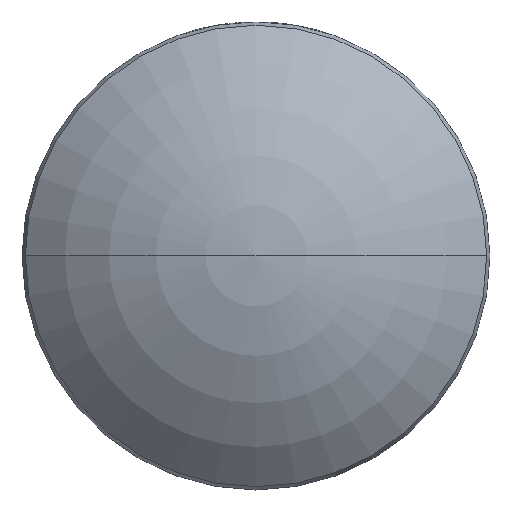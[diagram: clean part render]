
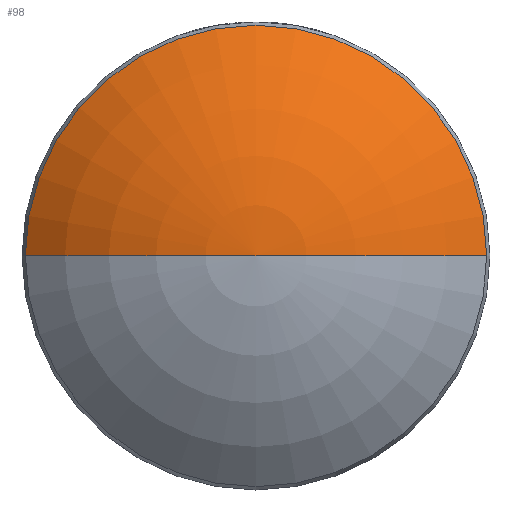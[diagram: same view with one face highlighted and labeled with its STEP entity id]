
A CAD part, top view. The second image highlights one B-rep face of the part: STEP entity #98.
In plain terms, the highlighted toroidal (fillet/blend) face has major radius 0.006 mm and minor radius 18.4 mm.
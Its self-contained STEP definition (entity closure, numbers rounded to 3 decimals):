
#50 = CIRCLE ( 'NONE', #1967, 18.4 ) ;
#98 = ADVANCED_FACE ( 'NONE', ( #644 ), #2245, .T. ) ;
#116 = DIRECTION ( 'NONE',  ( -1., 0., 0. ) ) ;
#254 = DIRECTION ( 'NONE',  ( 0., 0., -1. ) ) ;
#317 = DIRECTION ( 'NONE',  ( 0., 0., -1. ) ) ;
#359 = VERTEX_POINT ( 'NONE', #2590 ) ;
#379 = EDGE_CURVE ( 'NONE', #944, #2138, #508, .T. ) ;
#508 = CIRCLE ( 'NONE', #2166, 18.4 ) ;
#549 = CARTESIAN_POINT ( 'NONE',  ( 0.006, 0., -11.32 ) ) ;
#644 = FACE_OUTER_BOUND ( 'NONE', #1940, .T. ) ;
#723 = CARTESIAN_POINT ( 'NONE',  ( 0., 0., 7.08 ) ) ;
#944 = VERTEX_POINT ( 'NONE', #723 ) ;
#1123 = DIRECTION ( 'NONE',  ( -1., 0., 0. ) ) ;
#1183 = DIRECTION ( 'NONE',  ( 0., 0., 1. ) ) ;
#1204 = EDGE_CURVE ( 'NONE', #2138, #359, #1254, .T. ) ;
#1254 = CIRCLE ( 'NONE', #1560, 12.521 ) ;
#1398 = DIRECTION ( 'NONE',  ( -1., 0., 0. ) ) ;
#1419 = DIRECTION ( 'NONE',  ( 0., -1., 0. ) ) ;
#1433 = CARTESIAN_POINT ( 'NONE',  ( 12.521, 0., 2.169 ) ) ;
#1441 = CARTESIAN_POINT ( 'NONE',  ( 0., 0., 2.169 ) ) ;
#1464 = DIRECTION ( 'NONE',  ( 0., 1., 0. ) ) ;
#1560 = AXIS2_PLACEMENT_3D ( 'NONE', #1441, #1183, #1398 ) ;
#1595 = CARTESIAN_POINT ( 'NONE',  ( 0., 0., -11.32 ) ) ;
#1895 = ORIENTED_EDGE ( 'NONE', *, *, #1204, .T. ) ;
#1940 = EDGE_LOOP ( 'NONE', ( #2810, #2822, #1895 ) ) ;
#1967 = AXIS2_PLACEMENT_3D ( 'NONE', #2533, #1419, #317 ) ;
#2058 = EDGE_CURVE ( 'NONE', #944, #359, #50, .T. ) ;
#2138 = VERTEX_POINT ( 'NONE', #1433 ) ;
#2166 = AXIS2_PLACEMENT_3D ( 'NONE', #549, #1464, #116 ) ;
#2245 = TOROIDAL_SURFACE ( 'NONE', #2438, 0.006, 18.4 ) ;
#2438 = AXIS2_PLACEMENT_3D ( 'NONE', #1595, #254, #1123 ) ;
#2533 = CARTESIAN_POINT ( 'NONE',  ( -0.006, 0., -11.32 ) ) ;
#2590 = CARTESIAN_POINT ( 'NONE',  ( -12.521, 0., 2.169 ) ) ;
#2810 = ORIENTED_EDGE ( 'NONE', *, *, #2058, .F. ) ;
#2822 = ORIENTED_EDGE ( 'NONE', *, *, #379, .T. ) ;
